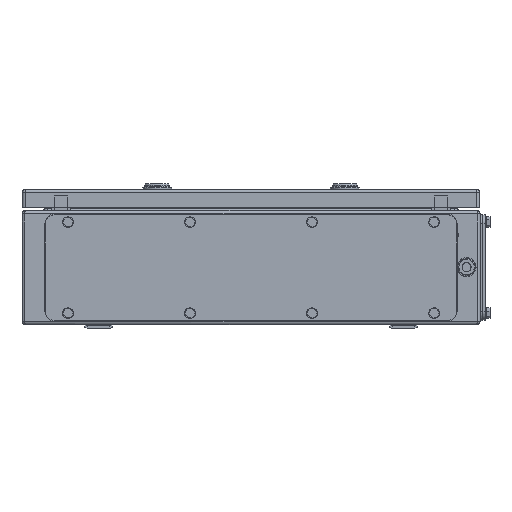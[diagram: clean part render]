
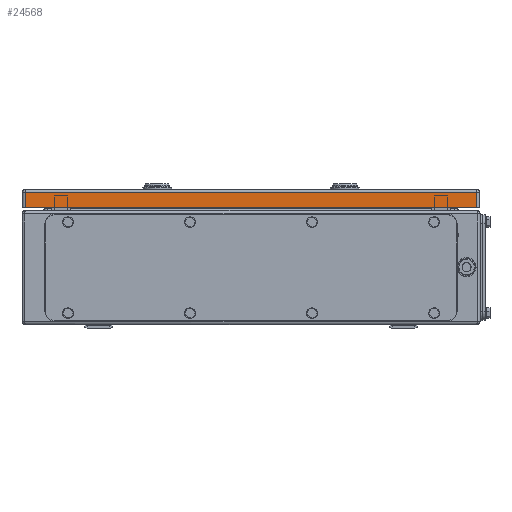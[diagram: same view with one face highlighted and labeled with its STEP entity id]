
A CAD part, left-side view. The second image highlights one B-rep face of the part: STEP entity #24568.
In plain terms, the highlighted planar face has unit normal (-1, 0, 0).
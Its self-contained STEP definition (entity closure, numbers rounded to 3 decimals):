
#24541=AXIS2_PLACEMENT_3D('Plane Axis2P3D',#24538,#24539,#24540) ;
#24405=CARTESIAN_POINT('Line Origine',(41.,265.,133.5)) ;
#24409=CARTESIAN_POINT('Vertex',(41.,515.5,133.5)) ;
#24411=CARTESIAN_POINT('Vertex',(41.,14.5,133.5)) ;
#24538=CARTESIAN_POINT('Axis2P3D Location',(41.,11.5,133.5)) ;
#24543=CARTESIAN_POINT('Line Origine',(41.,14.5,142.)) ;
#24547=CARTESIAN_POINT('Vertex',(41.,14.5,150.5)) ;
#24550=CARTESIAN_POINT('Line Origine',(41.,265.,150.5)) ;
#24554=CARTESIAN_POINT('Vertex',(41.,515.5,150.5)) ;
#24557=CARTESIAN_POINT('Line Origine',(41.,515.5,142.)) ;
#24406=DIRECTION('Vector Direction',(0.,-1.,0.)) ;
#24539=DIRECTION('Axis2P3D Direction',(-1.,0.,0.)) ;
#24540=DIRECTION('Axis2P3D XDirection',(0.,-1.,0.)) ;
#24544=DIRECTION('Vector Direction',(0.,0.,1.)) ;
#24551=DIRECTION('Vector Direction',(0.,1.,0.)) ;
#24558=DIRECTION('Vector Direction',(0.,0.,-1.)) ;
#24407=VECTOR('Line Direction',#24406,1.) ;
#24545=VECTOR('Line Direction',#24544,1.) ;
#24552=VECTOR('Line Direction',#24551,1.) ;
#24559=VECTOR('Line Direction',#24558,1.) ;
#24563=ORIENTED_EDGE('',*,*,#24549,.T.) ;
#24564=ORIENTED_EDGE('',*,*,#24556,.T.) ;
#24565=ORIENTED_EDGE('',*,*,#24561,.T.) ;
#24566=ORIENTED_EDGE('',*,*,#24413,.T.) ;
#24568=ADVANCED_FACE('51374_ASM_DE_KTB_QL_XXXxXXX_S3D-1/DE_QL_S3D-1-solid1',(#24567),#24542,.T.) ;
#24413=EDGE_CURVE('',#24410,#24412,#24408,.T.) ;
#24549=EDGE_CURVE('',#24412,#24548,#24546,.T.) ;
#24556=EDGE_CURVE('',#24548,#24555,#24553,.T.) ;
#24561=EDGE_CURVE('',#24555,#24410,#24560,.T.) ;
#24562=EDGE_LOOP('',(#24563,#24564,#24565,#24566)) ;
#24567=FACE_OUTER_BOUND('',#24562,.T.) ;
#24408=LINE('Line',#24405,#24407) ;
#24546=LINE('Line',#24543,#24545) ;
#24553=LINE('Line',#24550,#24552) ;
#24560=LINE('Line',#24557,#24559) ;
#24542=PLANE('',#24541) ;
#24410=VERTEX_POINT('',#24409) ;
#24412=VERTEX_POINT('',#24411) ;
#24548=VERTEX_POINT('',#24547) ;
#24555=VERTEX_POINT('',#24554) ;
